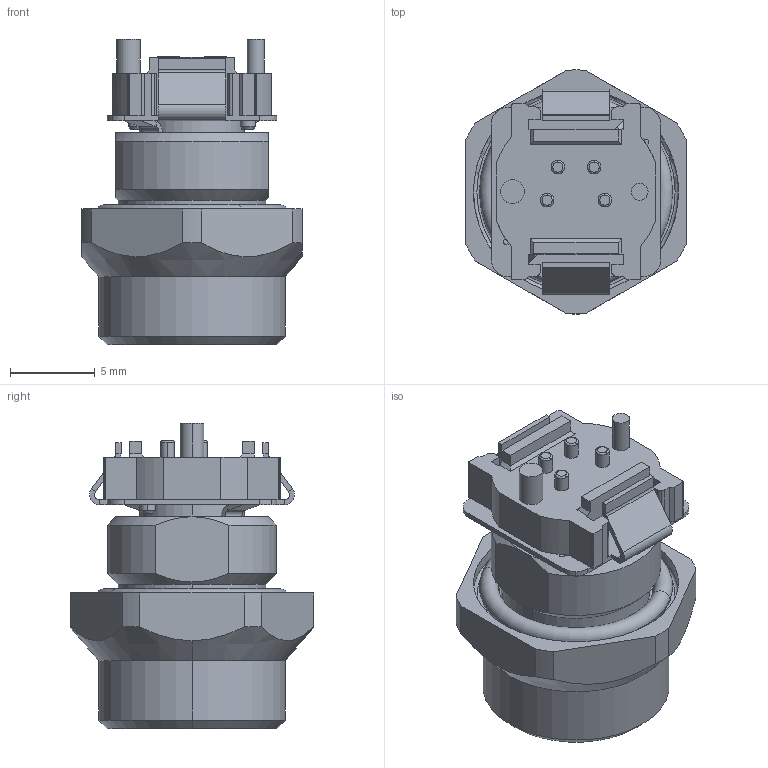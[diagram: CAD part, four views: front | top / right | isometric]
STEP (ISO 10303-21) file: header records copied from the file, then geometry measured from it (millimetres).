
FILE_DESCRIPTION(('CATIA V5R24 STEP','CAx-IF Rec.Pracs.--- Model Styling and Organization---1.2---2011-12-15'),'2;1');
FILE_NAME ('D1461804_1_2422410000_2422410000.stp','2017-08-29T11:59:21+00:00',('none'),('Weidmueller'),'CATIA Version 5-6 Release 2014 SP4 HF52','CATIA V5 STEP AP214','none');
FILE_SCHEMA(('AUTOMOTIVE_DESIGN { 1 0 10303 214 1 1 1 1 }'));
Length unit declared in the file: millimetre
Products named in the file (1): 2422410000
Bounding box: 13 x 14.39 x 18 mm (x, y, z)
Volume: 1362.4 mm3; surface area: 1984.5 mm2
Topology: 6 solids, 6 shells, 348 faces, 881 edges, 553 vertices
Faces by surface type: plane 178, cylinder 126, cone 24, torus 20
Entity records: 10814 total; most frequent: CARTESIAN_POINT 2692, ORIENTED_EDGE 1762, DIRECTION 1444, EDGE_CURVE 881, AXIS2_PLACEMENT_3D 597, VERTEX_POINT 553, VECTOR 519, LINE 519
